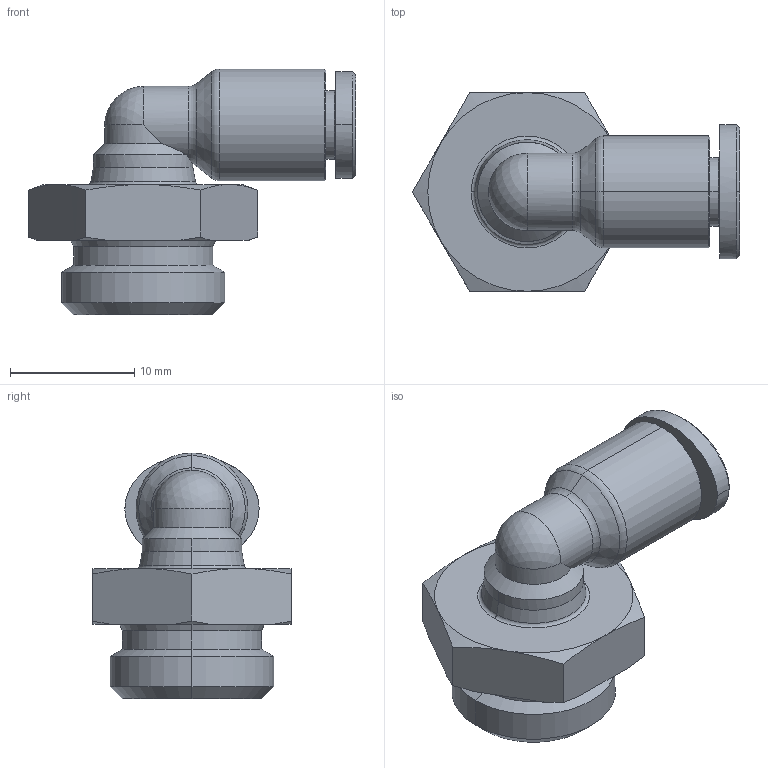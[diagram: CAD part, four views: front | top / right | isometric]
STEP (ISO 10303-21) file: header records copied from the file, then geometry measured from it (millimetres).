
FILE_DESCRIPTION(/* description */ ('VariCAD 2016-1.06 AP-214'),/* implementation_level */ '2;1');
FILE_NAME(/* name */ 'iqsl_144_g.stp',/* time_stamp */ '2016-06-16T10:31:01+02:00',/* author */ (''),/* organization */ (''),/* preprocessor_version */ 'ST-DEVELOPER v14',/* originating_system */ 'VariCAD 2016-1.06; kernel version (20130303)',/* authorisation */ '');
FILE_SCHEMA (('AUTOMOTIVE_DESIGN'));
Length unit declared in the file: millimetre
Products named in the file (2): iqsl_144_g; IQSL 144 G
Assembly tree (1 placements, depth 2):
  iqsl_144_g
    IQSL 144 G
Bounding box: 26.34 x 16 x 19.8 mm (x, y, z)
Volume: 2274.5 mm3; surface area: 1963.4 mm2
Topology: 1 solids, 1 shells, 432 faces, 1194 edges, 783 vertices
Faces by surface type: plane 338, cone 35, bspline 30, cylinder 22, torus 6, sphere 1
Entity records: 14965 total; most frequent: CARTESIAN_POINT 4205, ORIENTED_EDGE 2384, DIRECTION 1955, EDGE_CURVE 1192, LINE 977, VECTOR 977, VERTEX_POINT 783, AXIS2_PLACEMENT_3D 489
